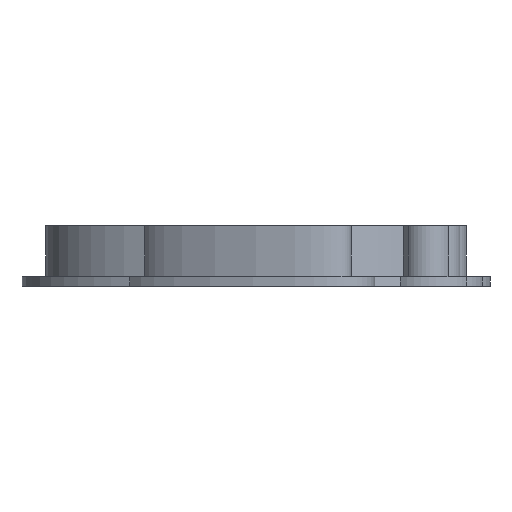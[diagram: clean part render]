
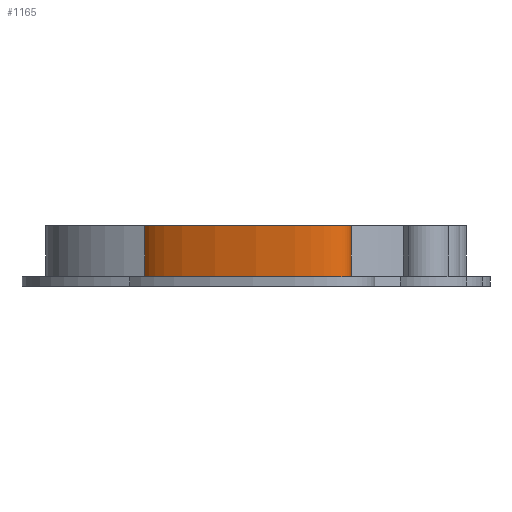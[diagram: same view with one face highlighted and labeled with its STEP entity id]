
A CAD part, left-side view. The second image highlights one B-rep face of the part: STEP entity #1165.
In plain terms, the highlighted free-form (B-spline) face has degree [3, 1] with [28, 2] control points.
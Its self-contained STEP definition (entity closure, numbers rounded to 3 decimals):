
#25=B_SPLINE_CURVE_WITH_KNOTS('',3,(#1911,#1912,#1913,#1914,#1915,#1916,
#1917,#1918,#1919,#1920,#1921,#1922,#1923,#1924,#1925,#1926,#1927,#1928,
#1929,#1930,#1931,#1932,#1933,#1934,#1935,#1936,#1937,#1938),
 .UNSPECIFIED.,.F.,.F.,(4,3,3,3,3,3,3,3,3,4),(0.338,0.627,
1.26,2.028,2.605,2.9,3.11,
3.313,3.62,4.041),.UNSPECIFIED.);
#26=B_SPLINE_CURVE_WITH_KNOTS('',3,(#1940,#1941,#1942,#1943,#1944,#1945,
#1946,#1947,#1948,#1949,#1950,#1951,#1952,#1953,#1954,#1955,#1956,#1957,
#1958,#1959,#1960,#1961,#1962,#1963,#1964,#1965,#1966,#1967),
 .UNSPECIFIED.,.F.,.F.,(4,3,3,3,3,3,3,3,3,4),(0.338,0.627,
1.26,2.028,2.605,2.9,3.11,
3.313,3.62,4.041),.UNSPECIFIED.);
#59=B_SPLINE_SURFACE_WITH_KNOTS('',3,1,((#1854,#1855),(#1856,#1857),(#1858,
#1859),(#1860,#1861),(#1862,#1863),(#1864,#1865),(#1866,#1867),(#1868,#1869),
(#1870,#1871),(#1872,#1873),(#1874,#1875),(#1876,#1877),(#1878,#1879),(#1880,
#1881),(#1882,#1883),(#1884,#1885),(#1886,#1887),(#1888,#1889),(#1890,#1891),
(#1892,#1893),(#1894,#1895),(#1896,#1897),(#1898,#1899),(#1900,#1901),(#1902,
#1903),(#1904,#1905),(#1906,#1907),(#1908,#1909)),.UNSPECIFIED.,.F.,.F.,
 .F.,(4,3,3,3,3,3,3,3,3,4),(2,2),(0.338,0.627,1.26,
2.028,2.605,2.9,3.11,3.313,
3.62,4.041),(0.,1.27),.UNSPECIFIED.);
#133=FACE_OUTER_BOUND('',#197,.T.);
#197=EDGE_LOOP('',(#853,#854,#855,#856));
#279=LINE('',#1853,#363);
#280=LINE('',#1968,#364);
#363=VECTOR('',#1452,10.);
#364=VECTOR('',#1453,10.);
#505=VERTEX_POINT('',#1837);
#506=VERTEX_POINT('',#1845);
#507=VERTEX_POINT('',#1910);
#508=VERTEX_POINT('',#1939);
#649=EDGE_CURVE('',#505,#506,#279,.T.);
#650=EDGE_CURVE('',#507,#505,#25,.T.);
#651=EDGE_CURVE('',#508,#506,#26,.T.);
#652=EDGE_CURVE('',#507,#508,#280,.T.);
#853=ORIENTED_EDGE('',*,*,#650,.T.);
#854=ORIENTED_EDGE('',*,*,#649,.T.);
#855=ORIENTED_EDGE('',*,*,#651,.F.);
#856=ORIENTED_EDGE('',*,*,#652,.F.);
#1165=ADVANCED_FACE('',(#133),#59,.T.);
#1452=DIRECTION('',(0.,0.,1.));
#1453=DIRECTION('',(0.,0.,1.));
#1837=CARTESIAN_POINT('',(-25.224,-15.052,0.));
#1845=CARTESIAN_POINT('',(-25.224,-15.052,12.7));
#1853=CARTESIAN_POINT('',(-25.224,-15.052,0.));
#1854=CARTESIAN_POINT('Ctrl Pts',(-23.332,21.223,0.));
#1855=CARTESIAN_POINT('Ctrl Pts',(-23.332,21.223,12.7));
#1856=CARTESIAN_POINT('Ctrl Pts',(-24.328,20.603,0.));
#1857=CARTESIAN_POINT('Ctrl Pts',(-24.328,20.603,12.7));
#1858=CARTESIAN_POINT('Ctrl Pts',(-25.248,19.738,0.));
#1859=CARTESIAN_POINT('Ctrl Pts',(-25.248,19.738,12.7));
#1860=CARTESIAN_POINT('Ctrl Pts',(-26.176,18.657,0.));
#1861=CARTESIAN_POINT('Ctrl Pts',(-26.176,18.657,12.7));
#1862=CARTESIAN_POINT('Ctrl Pts',(-28.203,16.293,0.));
#1863=CARTESIAN_POINT('Ctrl Pts',(-28.203,16.293,12.7));
#1864=CARTESIAN_POINT('Ctrl Pts',(-30.244,12.843,0.));
#1865=CARTESIAN_POINT('Ctrl Pts',(-30.244,12.843,12.7));
#1866=CARTESIAN_POINT('Ctrl Pts',(-32.068,8.84,0.));
#1867=CARTESIAN_POINT('Ctrl Pts',(-32.068,8.84,12.7));
#1868=CARTESIAN_POINT('Ctrl Pts',(-34.285,3.974,0.));
#1869=CARTESIAN_POINT('Ctrl Pts',(-34.285,3.974,12.7));
#1870=CARTESIAN_POINT('Ctrl Pts',(-36.13,-1.664,0.));
#1871=CARTESIAN_POINT('Ctrl Pts',(-36.13,-1.664,12.7));
#1872=CARTESIAN_POINT('Ctrl Pts',(-37.133,-6.659,0.));
#1873=CARTESIAN_POINT('Ctrl Pts',(-37.133,-6.659,12.7));
#1874=CARTESIAN_POINT('Ctrl Pts',(-37.885,-10.405,0.));
#1875=CARTESIAN_POINT('Ctrl Pts',(-37.885,-10.405,12.7));
#1876=CARTESIAN_POINT('Ctrl Pts',(-38.183,-13.754,0.));
#1877=CARTESIAN_POINT('Ctrl Pts',(-38.183,-13.754,12.7));
#1878=CARTESIAN_POINT('Ctrl Pts',(-37.9,-16.385,0.));
#1879=CARTESIAN_POINT('Ctrl Pts',(-37.9,-16.385,12.7));
#1880=CARTESIAN_POINT('Ctrl Pts',(-37.755,-17.735,0.));
#1881=CARTESIAN_POINT('Ctrl Pts',(-37.755,-17.735,12.7));
#1882=CARTESIAN_POINT('Ctrl Pts',(-37.473,-18.913,0.));
#1883=CARTESIAN_POINT('Ctrl Pts',(-37.473,-18.913,12.7));
#1884=CARTESIAN_POINT('Ctrl Pts',(-36.887,-19.94,0.));
#1885=CARTESIAN_POINT('Ctrl Pts',(-36.887,-19.94,12.7));
#1886=CARTESIAN_POINT('Ctrl Pts',(-36.471,-20.668,0.));
#1887=CARTESIAN_POINT('Ctrl Pts',(-36.471,-20.668,12.7));
#1888=CARTESIAN_POINT('Ctrl Pts',(-35.859,-21.339,0.));
#1889=CARTESIAN_POINT('Ctrl Pts',(-35.859,-21.339,12.7));
#1890=CARTESIAN_POINT('Ctrl Pts',(-35.038,-21.732,0.));
#1891=CARTESIAN_POINT('Ctrl Pts',(-35.038,-21.732,12.7));
#1892=CARTESIAN_POINT('Ctrl Pts',(-34.246,-22.111,0.));
#1893=CARTESIAN_POINT('Ctrl Pts',(-34.246,-22.111,12.7));
#1894=CARTESIAN_POINT('Ctrl Pts',(-33.321,-22.174,0.));
#1895=CARTESIAN_POINT('Ctrl Pts',(-33.321,-22.174,12.7));
#1896=CARTESIAN_POINT('Ctrl Pts',(-32.515,-22.001,0.));
#1897=CARTESIAN_POINT('Ctrl Pts',(-32.515,-22.001,12.7));
#1898=CARTESIAN_POINT('Ctrl Pts',(-31.288,-21.738,0.));
#1899=CARTESIAN_POINT('Ctrl Pts',(-31.288,-21.738,12.7));
#1900=CARTESIAN_POINT('Ctrl Pts',(-30.265,-21.054,0.));
#1901=CARTESIAN_POINT('Ctrl Pts',(-30.265,-21.054,12.7));
#1902=CARTESIAN_POINT('Ctrl Pts',(-29.262,-20.147,0.));
#1903=CARTESIAN_POINT('Ctrl Pts',(-29.262,-20.147,12.7));
#1904=CARTESIAN_POINT('Ctrl Pts',(-27.892,-18.909,0.));
#1905=CARTESIAN_POINT('Ctrl Pts',(-27.892,-18.909,12.7));
#1906=CARTESIAN_POINT('Ctrl Pts',(-26.548,-17.174,0.));
#1907=CARTESIAN_POINT('Ctrl Pts',(-26.548,-17.174,12.7));
#1908=CARTESIAN_POINT('Ctrl Pts',(-25.224,-15.052,0.));
#1909=CARTESIAN_POINT('Ctrl Pts',(-25.224,-15.052,12.7));
#1910=CARTESIAN_POINT('',(-23.332,21.223,0.));
#1911=CARTESIAN_POINT('Ctrl Pts',(-23.332,21.223,0.));
#1912=CARTESIAN_POINT('Ctrl Pts',(-24.328,20.603,0.));
#1913=CARTESIAN_POINT('Ctrl Pts',(-25.248,19.738,0.));
#1914=CARTESIAN_POINT('Ctrl Pts',(-26.176,18.657,0.));
#1915=CARTESIAN_POINT('Ctrl Pts',(-28.203,16.293,0.));
#1916=CARTESIAN_POINT('Ctrl Pts',(-30.244,12.843,0.));
#1917=CARTESIAN_POINT('Ctrl Pts',(-32.068,8.84,0.));
#1918=CARTESIAN_POINT('Ctrl Pts',(-34.285,3.974,0.));
#1919=CARTESIAN_POINT('Ctrl Pts',(-36.13,-1.664,0.));
#1920=CARTESIAN_POINT('Ctrl Pts',(-37.133,-6.659,0.));
#1921=CARTESIAN_POINT('Ctrl Pts',(-37.885,-10.405,0.));
#1922=CARTESIAN_POINT('Ctrl Pts',(-38.183,-13.754,0.));
#1923=CARTESIAN_POINT('Ctrl Pts',(-37.9,-16.385,0.));
#1924=CARTESIAN_POINT('Ctrl Pts',(-37.755,-17.735,0.));
#1925=CARTESIAN_POINT('Ctrl Pts',(-37.473,-18.913,0.));
#1926=CARTESIAN_POINT('Ctrl Pts',(-36.887,-19.94,0.));
#1927=CARTESIAN_POINT('Ctrl Pts',(-36.471,-20.668,0.));
#1928=CARTESIAN_POINT('Ctrl Pts',(-35.859,-21.339,0.));
#1929=CARTESIAN_POINT('Ctrl Pts',(-35.038,-21.732,0.));
#1930=CARTESIAN_POINT('Ctrl Pts',(-34.246,-22.111,0.));
#1931=CARTESIAN_POINT('Ctrl Pts',(-33.321,-22.174,0.));
#1932=CARTESIAN_POINT('Ctrl Pts',(-32.515,-22.001,0.));
#1933=CARTESIAN_POINT('Ctrl Pts',(-31.288,-21.738,0.));
#1934=CARTESIAN_POINT('Ctrl Pts',(-30.265,-21.054,0.));
#1935=CARTESIAN_POINT('Ctrl Pts',(-29.262,-20.147,0.));
#1936=CARTESIAN_POINT('Ctrl Pts',(-27.892,-18.909,0.));
#1937=CARTESIAN_POINT('Ctrl Pts',(-26.548,-17.174,0.));
#1938=CARTESIAN_POINT('Ctrl Pts',(-25.224,-15.052,0.));
#1939=CARTESIAN_POINT('',(-23.332,21.223,12.7));
#1940=CARTESIAN_POINT('Ctrl Pts',(-23.332,21.223,12.7));
#1941=CARTESIAN_POINT('Ctrl Pts',(-24.328,20.603,12.7));
#1942=CARTESIAN_POINT('Ctrl Pts',(-25.248,19.738,12.7));
#1943=CARTESIAN_POINT('Ctrl Pts',(-26.176,18.657,12.7));
#1944=CARTESIAN_POINT('Ctrl Pts',(-28.203,16.293,12.7));
#1945=CARTESIAN_POINT('Ctrl Pts',(-30.244,12.843,12.7));
#1946=CARTESIAN_POINT('Ctrl Pts',(-32.068,8.84,12.7));
#1947=CARTESIAN_POINT('Ctrl Pts',(-34.285,3.974,12.7));
#1948=CARTESIAN_POINT('Ctrl Pts',(-36.13,-1.664,12.7));
#1949=CARTESIAN_POINT('Ctrl Pts',(-37.133,-6.659,12.7));
#1950=CARTESIAN_POINT('Ctrl Pts',(-37.885,-10.405,12.7));
#1951=CARTESIAN_POINT('Ctrl Pts',(-38.183,-13.754,12.7));
#1952=CARTESIAN_POINT('Ctrl Pts',(-37.9,-16.385,12.7));
#1953=CARTESIAN_POINT('Ctrl Pts',(-37.755,-17.735,12.7));
#1954=CARTESIAN_POINT('Ctrl Pts',(-37.473,-18.913,12.7));
#1955=CARTESIAN_POINT('Ctrl Pts',(-36.887,-19.94,12.7));
#1956=CARTESIAN_POINT('Ctrl Pts',(-36.471,-20.668,12.7));
#1957=CARTESIAN_POINT('Ctrl Pts',(-35.859,-21.339,12.7));
#1958=CARTESIAN_POINT('Ctrl Pts',(-35.038,-21.732,12.7));
#1959=CARTESIAN_POINT('Ctrl Pts',(-34.246,-22.111,12.7));
#1960=CARTESIAN_POINT('Ctrl Pts',(-33.321,-22.174,12.7));
#1961=CARTESIAN_POINT('Ctrl Pts',(-32.515,-22.001,12.7));
#1962=CARTESIAN_POINT('Ctrl Pts',(-31.288,-21.738,12.7));
#1963=CARTESIAN_POINT('Ctrl Pts',(-30.265,-21.054,12.7));
#1964=CARTESIAN_POINT('Ctrl Pts',(-29.262,-20.147,12.7));
#1965=CARTESIAN_POINT('Ctrl Pts',(-27.892,-18.909,12.7));
#1966=CARTESIAN_POINT('Ctrl Pts',(-26.548,-17.174,12.7));
#1967=CARTESIAN_POINT('Ctrl Pts',(-25.224,-15.052,12.7));
#1968=CARTESIAN_POINT('',(-23.332,21.223,0.));
